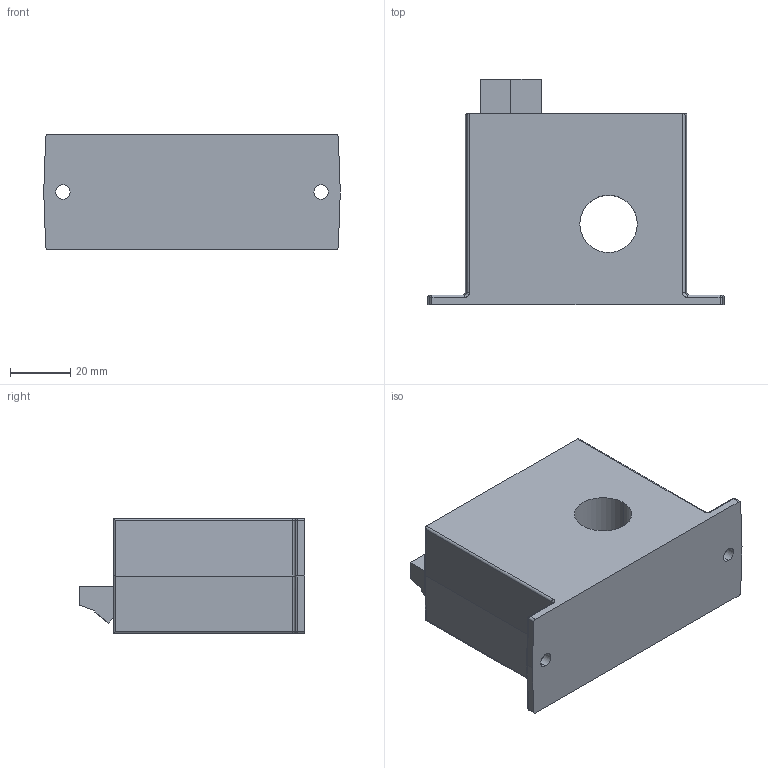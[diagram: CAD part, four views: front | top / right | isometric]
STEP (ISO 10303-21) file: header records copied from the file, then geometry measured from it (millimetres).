
FILE_DESCRIPTION (( 'STEP AP214' ), '1' );
FILE_NAME ('DCT100-42-24-F.step', '2018-05-03T12:17:00', ( '' ), ( '' ), 'SwSTEP 2.0', 'SolidWorks 2017', '' );
FILE_SCHEMA (( 'AUTOMOTIVE_DESIGN' ));
Length unit declared in the file: inch
Products named in the file (1): DCT100-42-24-F
Bounding box: 98.42 x 74.9 x 38.1 mm (x, y, z)
Volume: 168170.3 mm3; surface area: 25361.9 mm2
Topology: 3 solids, 3 shells, 131 faces, 326 edges, 206 vertices
Faces by surface type: plane 85, cylinder 38, sphere 4, bspline 4
Entity records: 3990 total; most frequent: CARTESIAN_POINT 842, ORIENTED_EDGE 644, DIRECTION 608, EDGE_CURVE 322, LINE 248, VECTOR 248, VERTEX_POINT 206, AXIS2_PLACEMENT_3D 180
